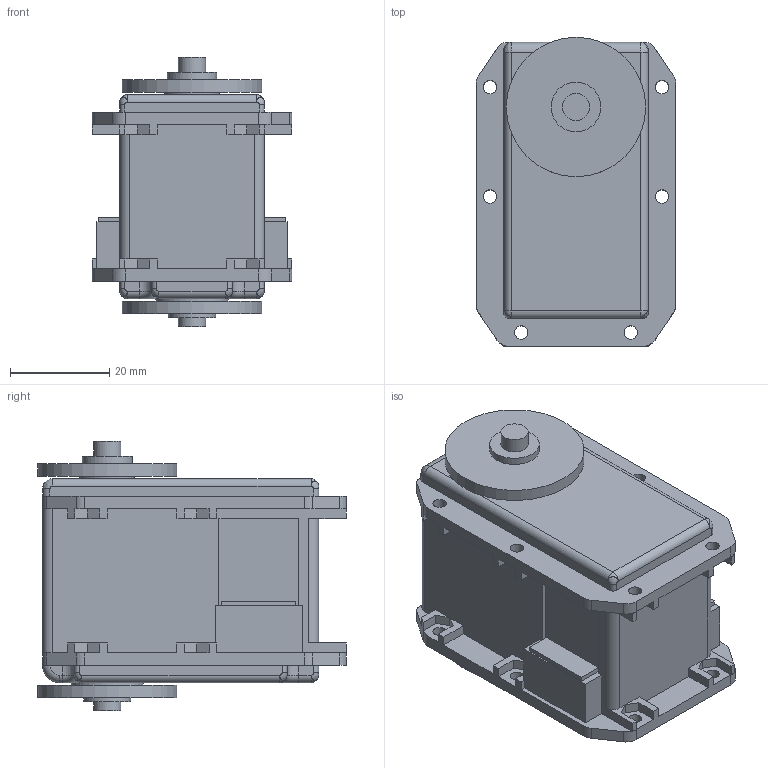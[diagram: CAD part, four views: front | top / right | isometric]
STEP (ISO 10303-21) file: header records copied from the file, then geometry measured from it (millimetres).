
FILE_DESCRIPTION(('FreeCAD Model'),'2;1');
FILE_NAME('rx64H.stp','2015-04-09T11:45:04',('Author'),( ''),'Open CASCADE STEP processor 6.7','FreeCAD','Unknown');
FILE_SCHEMA(('AUTOMOTIVE_DESIGN_CC2 { 1 2 10303 214 -1 1 5 4 }'));
Length unit declared in the file: millimetre
Products named in the file (1): rx64H
Bounding box: 40.2 x 62.1 x 54.1 mm (x, y, z)
Volume: 73946.2 mm3; surface area: 16693.9 mm2
Topology: 1 solids, 1 shells, 306 faces, 808 edges, 508 vertices
Faces by surface type: plane 210, cylinder 72, bspline 10, sphere 8, torus 6
Full cylindrical faces by diameter (mm): 2.7 x12, 5.5 x2, 9.5 x1, 10 x2, 11 x1, 14.5 x1, 15 x1, 28 x2
Entity records: 28366 total; most frequent: CARTESIAN_POINT 12875, DIRECTION 2691, LINE 1716, VECTOR 1716, ORIENTED_EDGE 1600, PCURVE 1600, DEFINITIONAL_REPRESENTATION 1600, EDGE_CURVE 800
